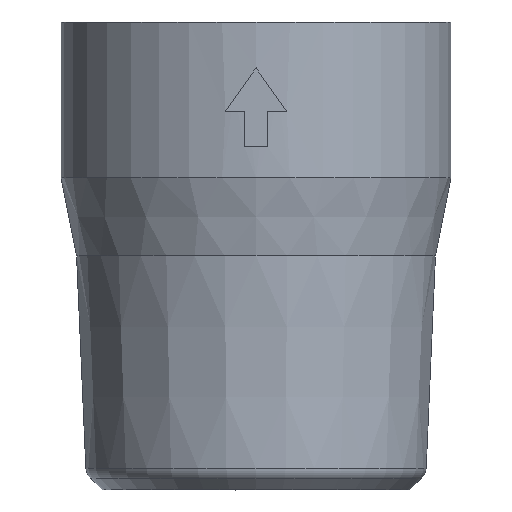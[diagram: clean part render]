
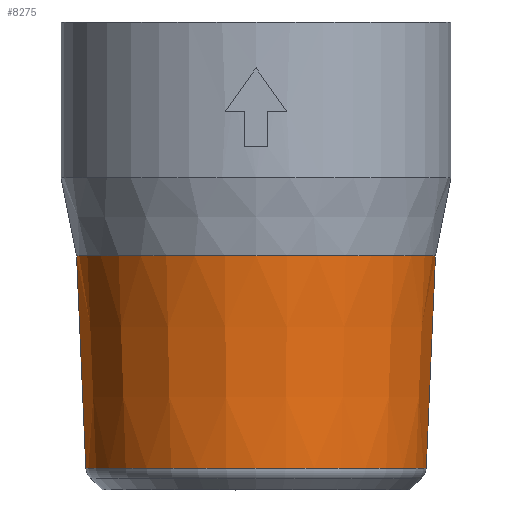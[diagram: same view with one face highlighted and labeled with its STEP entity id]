
A CAD part, front view. The second image highlights one B-rep face of the part: STEP entity #8275.
In plain terms, the highlighted conical face has half-angle 2.5 degrees and reference radius 11.5 mm.
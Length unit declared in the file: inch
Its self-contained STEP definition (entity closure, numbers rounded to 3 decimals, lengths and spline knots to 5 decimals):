
#32 = DIRECTION ( 'NONE',  ( -0.044, 0., 0.999 ) ) ;
#577 = EDGE_CURVE ( 'NONE', #1921, #1445, #4156, .T. ) ;
#662 = VECTOR ( 'NONE', #2317, 39.37008 ) ;
#725 = AXIS2_PLACEMENT_3D ( 'NONE', #8131, #12414, #2803 ) ;
#842 = CARTESIAN_POINT ( 'NONE',  ( -0.42938, 0., 0.05512 ) ) ;
#941 = DIRECTION ( 'NONE',  ( 1., 0., 0. ) ) ;
#1090 = FACE_OUTER_BOUND ( 'NONE', #13046, .T. ) ;
#1354 = AXIS2_PLACEMENT_3D ( 'NONE', #5368, #6564, #10840 ) ;
#1445 = VERTEX_POINT ( 'NONE', #2830 ) ;
#1478 = EDGE_CURVE ( 'NONE', #4106, #1445, #7634, .T. ) ;
#1806 = CARTESIAN_POINT ( 'NONE',  ( -0.45276, 0., 0.59055 ) ) ;
#1921 = VERTEX_POINT ( 'NONE', #1806 ) ;
#2317 = DIRECTION ( 'NONE',  ( 0.044, 0., 0.999 ) ) ;
#2803 = DIRECTION ( 'NONE',  ( -1., 0., 0. ) ) ;
#2830 = CARTESIAN_POINT ( 'NONE',  ( 0.45276, 0., 0.59055 ) ) ;
#3064 = EDGE_CURVE ( 'NONE', #12718, #4106, #6789, .T. ) ;
#4106 = VERTEX_POINT ( 'NONE', #6364 ) ;
#4156 = CIRCLE ( 'NONE', #10233, 0.45276 ) ;
#4908 = EDGE_CURVE ( 'NONE', #12718, #1921, #5367, .T. ) ;
#5367 = LINE ( 'NONE', #9643, #12599 ) ;
#5368 = CARTESIAN_POINT ( 'NONE',  ( 0., 0., 0.59055 ) ) ;
#5390 = ORIENTED_EDGE ( 'NONE', *, *, #3064, .T. ) ;
#6273 = CARTESIAN_POINT ( 'NONE',  ( 0., 0., 0.59055 ) ) ;
#6364 = CARTESIAN_POINT ( 'NONE',  ( 0.42938, 0., 0.05512 ) ) ;
#6564 = DIRECTION ( 'NONE',  ( 0., 0., 1. ) ) ;
#6789 = CIRCLE ( 'NONE', #725, 0.42938 ) ;
#7387 = CONICAL_SURFACE ( 'NONE', #1354, 0.45276, 0.044 ) ;
#7634 = LINE ( 'NONE', #11921, #662 ) ;
#8030 = ORIENTED_EDGE ( 'NONE', *, *, #1478, .T. ) ;
#8131 = CARTESIAN_POINT ( 'NONE',  ( 0., 0., 0.05512 ) ) ;
#8275 = ADVANCED_FACE ( 'NONE', ( #1090 ), #7387, .T. ) ;
#8721 = ORIENTED_EDGE ( 'NONE', *, *, #577, .F. ) ;
#9643 = CARTESIAN_POINT ( 'NONE',  ( -0.45276, 0., 0.59055 ) ) ;
#10233 = AXIS2_PLACEMENT_3D ( 'NONE', #6273, #10553, #941 ) ;
#10553 = DIRECTION ( 'NONE',  ( 0., 0., 1. ) ) ;
#10574 = ORIENTED_EDGE ( 'NONE', *, *, #4908, .F. ) ;
#10840 = DIRECTION ( 'NONE',  ( 1., 0., 0. ) ) ;
#11921 = CARTESIAN_POINT ( 'NONE',  ( 0.45276, 0., 0.59055 ) ) ;
#12414 = DIRECTION ( 'NONE',  ( 0., 0., 1. ) ) ;
#12599 = VECTOR ( 'NONE', #32, 39.37008 ) ;
#12718 = VERTEX_POINT ( 'NONE', #842 ) ;
#13046 = EDGE_LOOP ( 'NONE', ( #10574, #5390, #8030, #8721 ) ) ;
